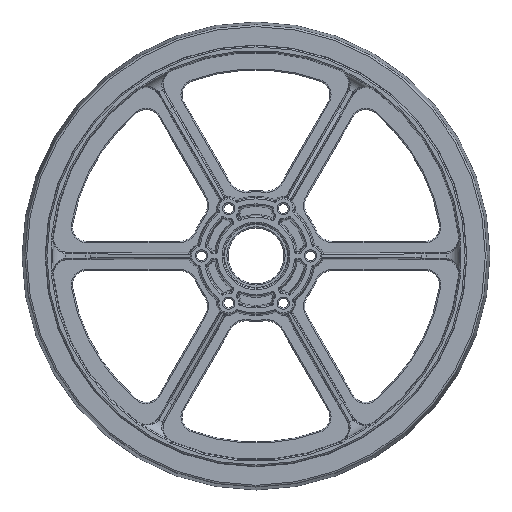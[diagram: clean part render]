
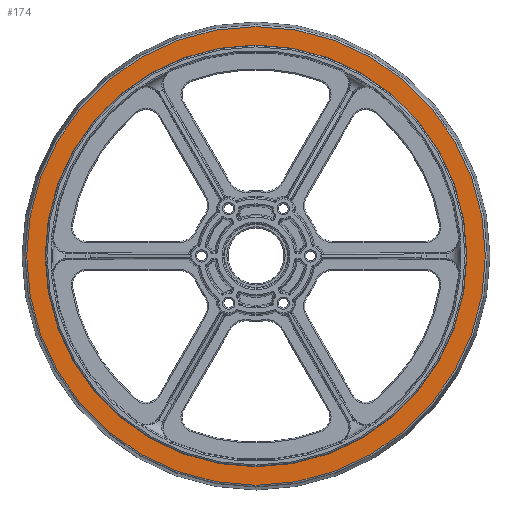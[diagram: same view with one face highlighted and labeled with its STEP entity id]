
A CAD part, top view. The second image highlights one B-rep face of the part: STEP entity #174.
In plain terms, the highlighted planar face has unit normal (0, 0, 1).
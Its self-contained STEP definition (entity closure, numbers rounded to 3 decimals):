
#174 = ADVANCED_FACE( '', ( #1138, #1139 ), #1140, .F. );
#1138 = FACE_OUTER_BOUND( '', #3156, .T. );
#1139 = FACE_BOUND( '', #3157, .T. );
#1140 = PLANE( '', #3158 );
#3156 = EDGE_LOOP( '', ( #13480 ) );
#3157 = EDGE_LOOP( '', ( #13481 ) );
#3158 = AXIS2_PLACEMENT_3D( '', #13482, #13483, #13484 );
#13480 = ORIENTED_EDGE( '', *, *, #19878, .T. );
#13481 = ORIENTED_EDGE( '', *, *, #19879, .T. );
#13482 = CARTESIAN_POINT( '', ( -92.075, 0., 12.7 ) );
#13483 = DIRECTION( '', ( 0., 0., -1. ) );
#13484 = DIRECTION( '', ( -1., 0., 0. ) );
#19878 = EDGE_CURVE( '', #22107, #22107, #22108, .F. );
#19879 = EDGE_CURVE( '', #22109, #22109, #22110, .T. );
#22107 = VERTEX_POINT( '', #25672 );
#22108 = CIRCLE( '', #25673, 100.152 );
#22109 = VERTEX_POINT( '', #25674 );
#22110 = CIRCLE( '', #25675, 92.075 );
#25672 = CARTESIAN_POINT( '', ( -100.152, 0., 12.7 ) );
#25673 = AXIS2_PLACEMENT_3D( '', #44783, #44784, #44785 );
#25674 = CARTESIAN_POINT( '', ( -92.075, 0., 12.7 ) );
#25675 = AXIS2_PLACEMENT_3D( '', #44786, #44787, #44788 );
#44783 = CARTESIAN_POINT( '', ( 0., 0., 12.7 ) );
#44784 = DIRECTION( '', ( 0., 0., -1. ) );
#44785 = DIRECTION( '', ( -1., 0., 0. ) );
#44786 = CARTESIAN_POINT( '', ( 0., 0., 12.7 ) );
#44787 = DIRECTION( '', ( 0., 0., -1. ) );
#44788 = DIRECTION( '', ( -1., 0., 0. ) );
